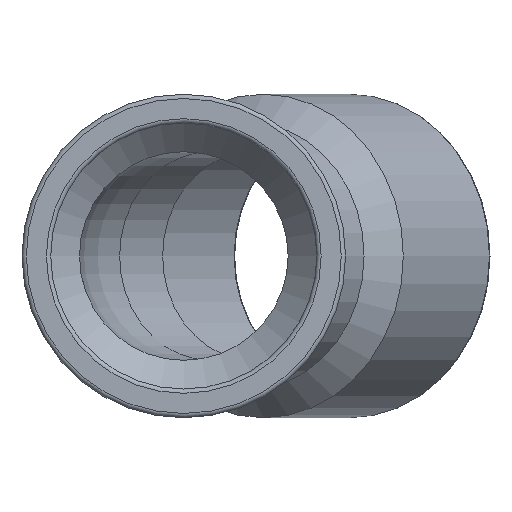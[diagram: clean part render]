
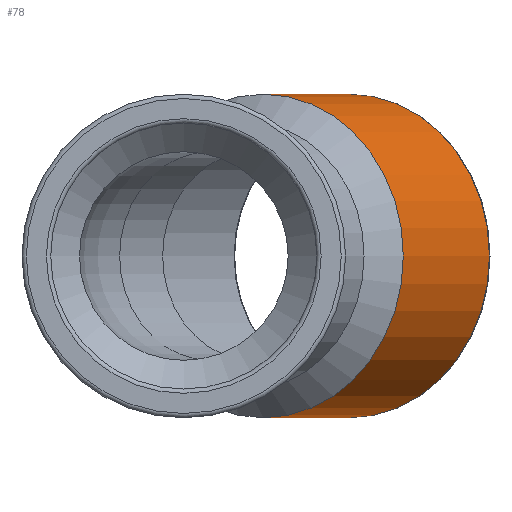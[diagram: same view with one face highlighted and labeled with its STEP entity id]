
A CAD part, front view. The second image highlights one B-rep face of the part: STEP entity #78.
In plain terms, the highlighted cylindrical face has radius 76 mm (diameter 152 mm), a full revolution.
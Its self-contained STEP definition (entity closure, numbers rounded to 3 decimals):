
#78=ADVANCED_FACE('',(#173,#174),#175,.T.);
#173=FACE_OUTER_BOUND('',#276,.T.);
#174=FACE_OUTER_BOUND('',#277,.T.);
#175=CYLINDRICAL_SURFACE('',#278,76.);
#276=EDGE_LOOP('',(#403));
#277=EDGE_LOOP('',(#404));
#278=AXIS2_PLACEMENT_3D('',#405,#406,#407);
#403=ORIENTED_EDGE('',*,*,#474,.F.);
#404=ORIENTED_EDGE('',*,*,#493,.T.);
#405=CARTESIAN_POINT('',(12.327,178.892,0.));
#406=DIRECTION('',(0.5,0.866,0.));
#407=DIRECTION('',(0.866,-0.5,0.));
#474=EDGE_CURVE('',#533,#533,#534,.T.);
#493=EDGE_CURVE('',#562,#562,#563,.T.);
#533=VERTEX_POINT('',#605);
#534=CIRCLE('',#606,76.);
#562=VERTEX_POINT('',#634);
#563=CIRCLE('',#635,76.);
#605=CARTESIAN_POINT('',(103.116,184.143,0.));
#606=AXIS2_PLACEMENT_3D('',#681,#682,#683);
#634=CARTESIAN_POINT('',(143.579,254.226,0.));
#635=AXIS2_PLACEMENT_3D('',#711,#712,#713);
#681=CARTESIAN_POINT('',(37.299,222.143,0.));
#682=DIRECTION('',(-0.5,-0.866,0.));
#683=DIRECTION('',(0.866,-0.5,0.));
#711=CARTESIAN_POINT('',(77.761,292.226,0.));
#712=DIRECTION('',(-0.5,-0.866,0.));
#713=DIRECTION('',(0.866,-0.5,0.));
